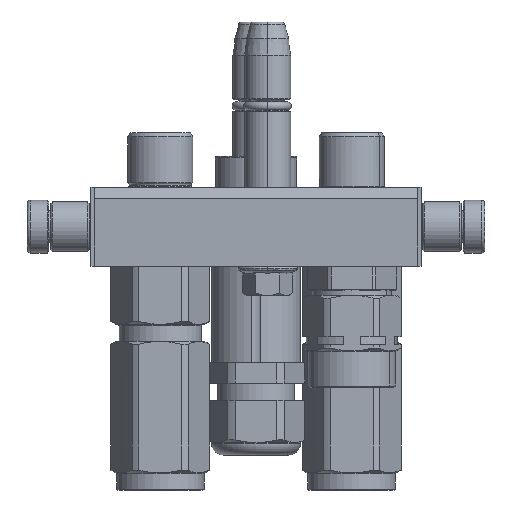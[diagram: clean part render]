
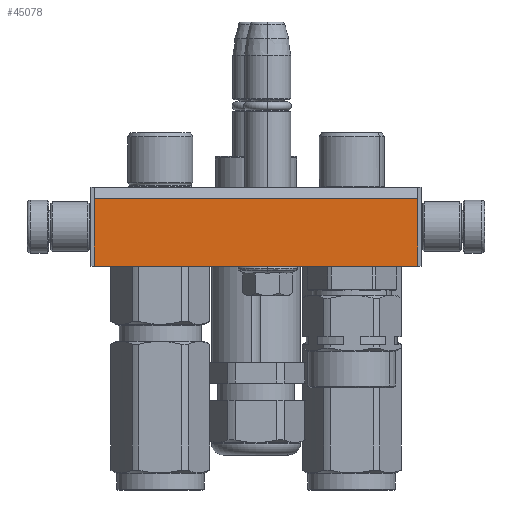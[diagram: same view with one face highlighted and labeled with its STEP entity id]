
A CAD part, left-side view. The second image highlights one B-rep face of the part: STEP entity #45078.
In plain terms, the highlighted face is planar.
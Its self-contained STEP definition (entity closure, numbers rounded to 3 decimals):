
#402 = LINE ( 'NONE', #59298, #27646 ) ;
#1199 = FACE_OUTER_BOUND ( 'NONE', #58604, .T. ) ;
#4525 = DIRECTION ( 'NONE',  ( 0., 1., 0. ) ) ;
#5698 = ORIENTED_EDGE ( 'NONE', *, *, #46762, .T. ) ;
#8355 = VERTEX_POINT ( 'NONE', #39054 ) ;
#9107 = CARTESIAN_POINT ( 'NONE',  ( 78., 24., 24. ) ) ;
#12949 = CARTESIAN_POINT ( 'NONE',  ( -20., 3.464, 24. ) ) ;
#13387 = EDGE_CURVE ( 'NONE', #8355, #23161, #47670, .T. ) ;
#14430 = CARTESIAN_POINT ( 'NONE',  ( -20., 3.464, 24. ) ) ;
#14992 = LINE ( 'NONE', #12949, #45431 ) ;
#15212 = CARTESIAN_POINT ( 'NONE',  ( -21., 0., 24. ) ) ;
#17428 = VERTEX_POINT ( 'NONE', #14430 ) ;
#18069 = VECTOR ( 'NONE', #23580, 1000. ) ;
#18569 = CARTESIAN_POINT ( 'NONE',  ( 78., 3.464, 24. ) ) ;
#21653 = CARTESIAN_POINT ( 'NONE',  ( 78., 3.464, 24. ) ) ;
#23161 = VERTEX_POINT ( 'NONE', #9107 ) ;
#23580 = DIRECTION ( 'NONE',  ( 0., 1., 0. ) ) ;
#25495 = DIRECTION ( 'NONE',  ( 1., 0., 0. ) ) ;
#25887 = AXIS2_PLACEMENT_3D ( 'NONE', #15212, #55383, #25495 ) ;
#27646 = VECTOR ( 'NONE', #4525, 1000. ) ;
#27977 = CARTESIAN_POINT ( 'NONE',  ( -20., 24., 24. ) ) ;
#31668 = ORIENTED_EDGE ( 'NONE', *, *, #47261, .T. ) ;
#33024 = ORIENTED_EDGE ( 'NONE', *, *, #13387, .F. ) ;
#33601 = EDGE_CURVE ( 'NONE', #17428, #8355, #402, .T. ) ;
#34366 = VECTOR ( 'NONE', #48491, 1000. ) ;
#37556 = LINE ( 'NONE', #18569, #18069 ) ;
#39054 = CARTESIAN_POINT ( 'NONE',  ( -20., 24., 24. ) ) ;
#39643 = PLANE ( 'NONE',  #25887 ) ;
#42058 = VERTEX_POINT ( 'NONE', #21653 ) ;
#45078 = ADVANCED_FACE ( 'NONE', ( #1199 ), #39643, .T. ) ;
#45431 = VECTOR ( 'NONE', #63179, 1000. ) ;
#46762 = EDGE_CURVE ( 'NONE', #17428, #42058, #14992, .T. ) ;
#47261 = EDGE_CURVE ( 'NONE', #42058, #23161, #37556, .T. ) ;
#47670 = LINE ( 'NONE', #27977, #34366 ) ;
#48491 = DIRECTION ( 'NONE',  ( 1., 0., 0. ) ) ;
#54801 = ORIENTED_EDGE ( 'NONE', *, *, #33601, .F. ) ;
#55383 = DIRECTION ( 'NONE',  ( 0., 0., 1. ) ) ;
#58604 = EDGE_LOOP ( 'NONE', ( #33024, #54801, #5698, #31668 ) ) ;
#59298 = CARTESIAN_POINT ( 'NONE',  ( -20., 3.464, 24. ) ) ;
#63179 = DIRECTION ( 'NONE',  ( 1., 0., 0. ) ) ;
